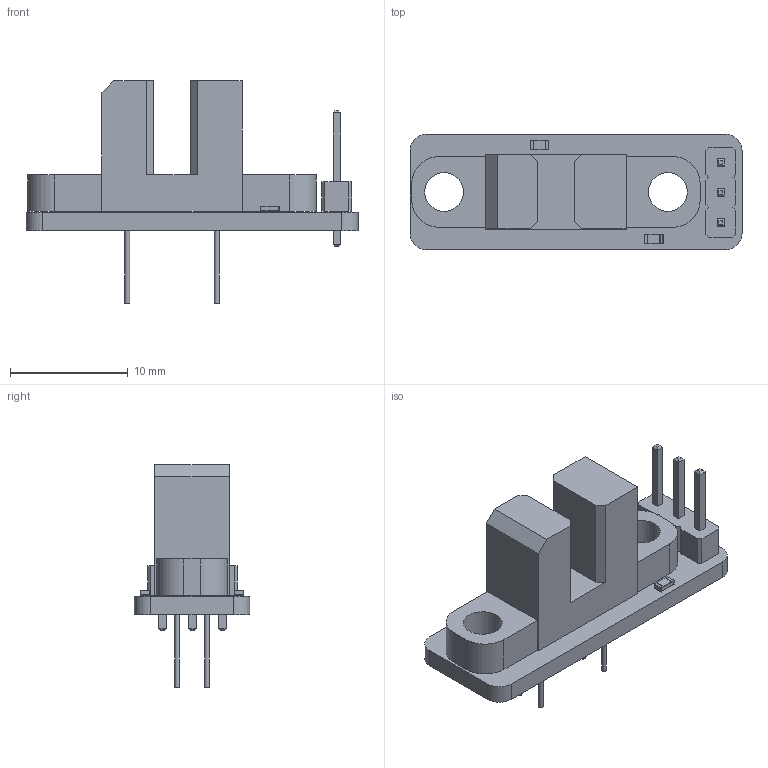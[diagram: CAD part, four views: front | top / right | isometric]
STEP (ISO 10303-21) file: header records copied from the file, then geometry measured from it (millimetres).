
FILE_DESCRIPTION(('KiCad electronic assembly'),'2;1');
FILE_NAME('KSI_rotator_endstop.step','2021-10-07T13:14:46',('An Author') ,('A Company'),'Open CASCADE STEP processor 6.9', 'KiCad to STEP converter','Unknown');
FILE_SCHEMA(('AUTOMOTIVE_DESIGN { 1 0 10303 214 1 1 1 1 }'));
Length unit declared in the file: millimetre
Products named in the file (8): Open CASCADE STEP translator 6.9 1; Vishay_-_TCST2103; SOLID; PinHeader_1x03_P2.54mm_Vertical; R_0603_1608Metric; COMPOUND
Assembly tree (8 placements, depth 3):
  Open CASCADE STEP translator 6.9 1
    Vishay_-_TCST2103
      SOLID
    PinHeader_1x03_P2.54mm_Vertical
      SOLID
    R_0603_1608Metric  x2
      SOLID
    COMPOUND
Bounding box: 28.2 x 9.8 x 18.9 mm (x, y, z)
Volume: 1303.5 mm3; surface area: 1722 mm2
Topology: 5 solids, 5 shells, 184 faces, 464 edges, 300 vertices
Faces by surface type: plane 145, cylinder 39
Full cylindrical faces by diameter (mm): 0.4 x4, 0.8 x4, 1 x3, 3.3 x4
Entity records: 11215 total; most frequent: CARTESIAN_POINT 1929, DIRECTION 1554, LINE 1042, VECTOR 1042, ORIENTED_EDGE 792, PCURVE 792, DEFINITIONAL_REPRESENTATION 792, EDGE_CURVE 396
